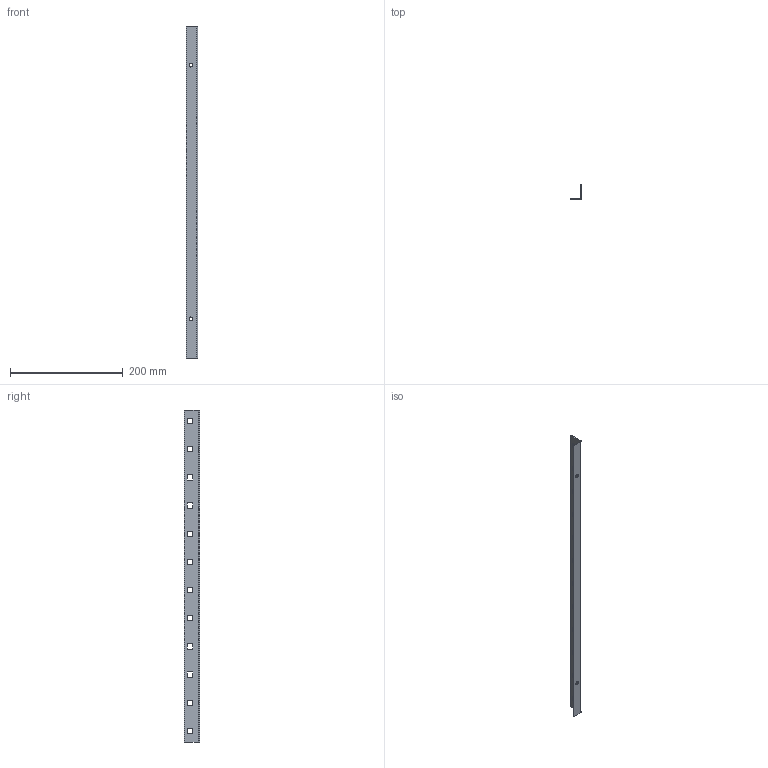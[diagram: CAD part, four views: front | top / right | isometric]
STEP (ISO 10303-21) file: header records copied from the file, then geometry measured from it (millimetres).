
FILE_DESCRIPTION (( 'STEP AP214' ), '1' );
FILE_NAME ('Âåðòèêàëüíûé ïðîôèëü äëÿ ïëàñòðîíîâ 600.STEP', '2020-11-17T08:02:50', ( '' ), ( '' ), 'SwSTEP 2.0', 'SolidWorks 2019', '' );
FILE_SCHEMA (( 'AUTOMOTIVE_DESIGN' ));
Length unit declared in the file: millimetre
Products named in the file (1): Âåðòèêàëüíûé ïðîôèëü äëÿ ïëàñòðîíîâ 600
Bounding box: 20 x 26.7 x 589 mm (x, y, z)
Volume: 30294.8 mm3; surface area: 52608.7 mm2
Topology: 1 solids, 1 shells, 66 faces, 184 edges, 120 vertices
Faces by surface type: plane 60, cylinder 6
Entity records: 2166 total; most frequent: CARTESIAN_POINT 371, ORIENTED_EDGE 368, DIRECTION 330, EDGE_CURVE 184, LINE 172, VECTOR 172, VERTEX_POINT 120, EDGE_LOOP 94
